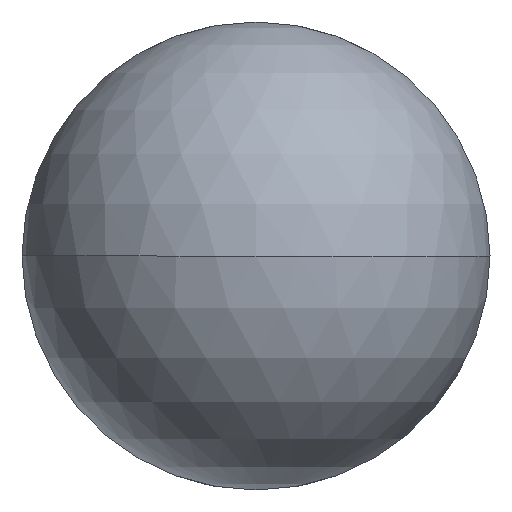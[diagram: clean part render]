
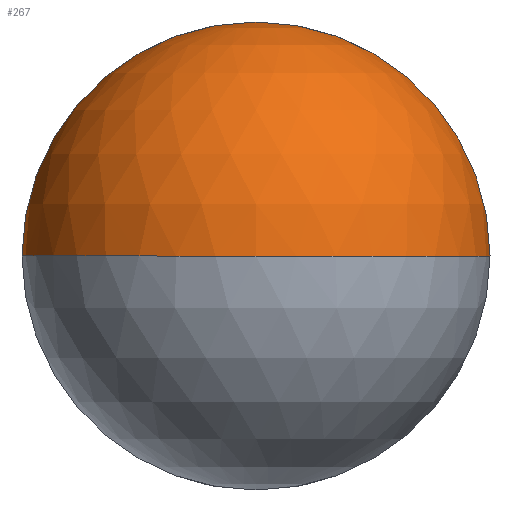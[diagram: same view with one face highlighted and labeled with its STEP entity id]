
A CAD part, front view. The second image highlights one B-rep face of the part: STEP entity #267.
In plain terms, the highlighted spherical face has radius 1.587 mm.
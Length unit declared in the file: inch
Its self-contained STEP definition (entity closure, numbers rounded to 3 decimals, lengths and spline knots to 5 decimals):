
#3 = VERTEX_POINT ( 'NONE', #168 ) ;
#9 = DIRECTION ( 'NONE',  ( 0., -1., 0. ) ) ;
#10 = DIRECTION ( 'NONE',  ( 0., 0., -1. ) ) ;
#12 = AXIS2_PLACEMENT_3D ( 'NONE', #262, #9, #10 ) ;
#23 = EDGE_CURVE ( 'NONE', #349, #59, #243, .T. ) ;
#25 = DIRECTION ( 'NONE',  ( 0., 0., -1. ) ) ;
#27 = ORIENTED_EDGE ( 'NONE', *, *, #177, .T. ) ;
#30 = ORIENTED_EDGE ( 'NONE', *, *, #234, .T. ) ;
#36 = CARTESIAN_POINT ( 'NONE',  ( 0., 0.0625, 0. ) ) ;
#54 = DIRECTION ( 'NONE',  ( 1., 0., 0. ) ) ;
#59 = VERTEX_POINT ( 'NONE', #236 ) ;
#74 = AXIS2_PLACEMENT_3D ( 'NONE', #254, #25, #135 ) ;
#82 = ORIENTED_EDGE ( 'NONE', *, *, #87, .T. ) ;
#87 = EDGE_CURVE ( 'NONE', #366, #3, #329, .T. ) ;
#98 = AXIS2_PLACEMENT_3D ( 'NONE', #306, #303, #247 ) ;
#135 = DIRECTION ( 'NONE',  ( -1., 0., 0. ) ) ;
#148 = AXIS2_PLACEMENT_3D ( 'NONE', #258, #315, #54 ) ;
#168 = CARTESIAN_POINT ( 'NONE',  ( -0.0625, 0.0625, 0. ) ) ;
#177 = EDGE_CURVE ( 'NONE', #3, #59, #208, .T. ) ;
#196 = ORIENTED_EDGE ( 'NONE', *, *, #23, .F. ) ;
#208 = CIRCLE ( 'NONE', #244, 0.0625 ) ;
#231 = CARTESIAN_POINT ( 'NONE',  ( 0.0625, 0.0625, 0. ) ) ;
#234 = EDGE_CURVE ( 'NONE', #349, #366, #323, .T. ) ;
#236 = CARTESIAN_POINT ( 'NONE',  ( 0., 0., 0. ) ) ;
#243 = CIRCLE ( 'NONE', #74, 0.0625 ) ;
#244 = AXIS2_PLACEMENT_3D ( 'NONE', #36, #361, #362 ) ;
#247 = DIRECTION ( 'NONE',  ( 0., 0., -1. ) ) ;
#253 = FACE_OUTER_BOUND ( 'NONE', #289, .T. ) ;
#254 = CARTESIAN_POINT ( 'NONE',  ( 0., 0.0625, 0. ) ) ;
#258 = CARTESIAN_POINT ( 'NONE',  ( 0., 0.0625, 0. ) ) ;
#262 = CARTESIAN_POINT ( 'NONE',  ( 0., 0.0625, 0. ) ) ;
#267 = ADVANCED_FACE ( 'NONE', ( #253 ), #346, .T. ) ;
#289 = EDGE_LOOP ( 'NONE', ( #82, #27, #196, #30 ) ) ;
#303 = DIRECTION ( 'NONE',  ( 0., -1., 0. ) ) ;
#306 = CARTESIAN_POINT ( 'NONE',  ( 0., 0.0625, 0. ) ) ;
#309 = CARTESIAN_POINT ( 'NONE',  ( 0., 0.0625, 0.0625 ) ) ;
#315 = DIRECTION ( 'NONE',  ( 0., 0., 1. ) ) ;
#323 = CIRCLE ( 'NONE', #98, 0.0625 ) ;
#329 = CIRCLE ( 'NONE', #12, 0.0625 ) ;
#346 = SPHERICAL_SURFACE ( 'NONE', #148, 0.0625 ) ;
#349 = VERTEX_POINT ( 'NONE', #231 ) ;
#361 = DIRECTION ( 'NONE',  ( 0., 0., 1. ) ) ;
#362 = DIRECTION ( 'NONE',  ( 1., 0., 0. ) ) ;
#366 = VERTEX_POINT ( 'NONE', #309 ) ;
